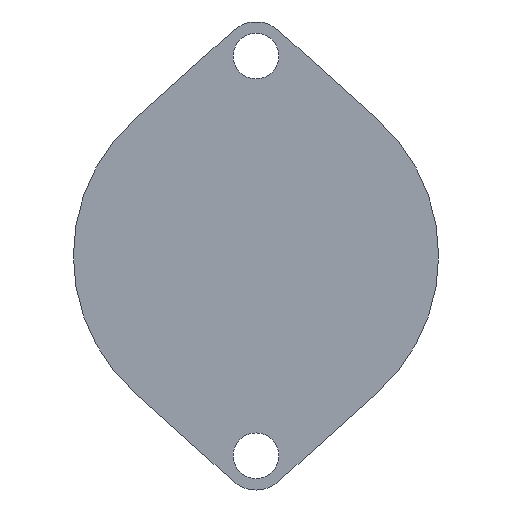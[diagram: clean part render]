
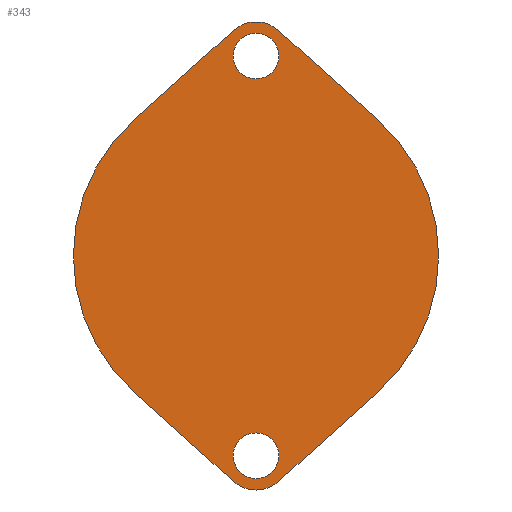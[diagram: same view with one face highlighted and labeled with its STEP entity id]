
A CAD part, front view. The second image highlights one B-rep face of the part: STEP entity #343.
In plain terms, the highlighted planar face has unit normal (0, -1, 0).
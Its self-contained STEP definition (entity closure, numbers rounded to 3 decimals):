
#8 = DIRECTION ( 'NONE',  ( 0., -1., 0. ) ) ;
#9 = CARTESIAN_POINT ( 'NONE',  ( -10.711, 0., 11.886 ) ) ;
#12 = DIRECTION ( 'NONE',  ( 0., 0., 1. ) ) ;
#16 = CARTESIAN_POINT ( 'NONE',  ( 2.008, 0., 19.729 ) ) ;
#17 = EDGE_CURVE ( 'NONE', #194, #79, #430, .T. ) ;
#20 = EDGE_CURVE ( 'NONE', #512, #381, #342, .T. ) ;
#24 = EDGE_LOOP ( 'NONE', ( #521, #235, #154, #34, #271, #181, #186, #336, #376 ) ) ;
#33 = CARTESIAN_POINT ( 'NONE',  ( 0., 0., 17.5 ) ) ;
#34 = ORIENTED_EDGE ( 'NONE', *, *, #214, .F. ) ;
#37 = DIRECTION ( 'NONE',  ( -0.743, 0., 0.669 ) ) ;
#43 = DIRECTION ( 'NONE',  ( 0., 0., 1. ) ) ;
#50 = FACE_OUTER_BOUND ( 'NONE', #24, .T. ) ;
#53 = CARTESIAN_POINT ( 'NONE',  ( 10.711, 0., 11.886 ) ) ;
#54 = DIRECTION ( 'NONE',  ( 0., 1., 0. ) ) ;
#55 = CARTESIAN_POINT ( 'NONE',  ( 0., 0., -17.5 ) ) ;
#60 = DIRECTION ( 'NONE',  ( 0., -1., 0. ) ) ;
#76 = DIRECTION ( 'NONE',  ( 0., 1., 0. ) ) ;
#79 = VERTEX_POINT ( 'NONE', #53 ) ;
#84 = DIRECTION ( 'NONE',  ( 0., 0., 1. ) ) ;
#87 = AXIS2_PLACEMENT_3D ( 'NONE', #453, #212, #305 ) ;
#89 = CARTESIAN_POINT ( 'NONE',  ( 0., 0., -15.5 ) ) ;
#108 = ORIENTED_EDGE ( 'NONE', *, *, #258, .T. ) ;
#111 = VECTOR ( 'NONE', #127, 1000. ) ;
#112 = LINE ( 'NONE', #193, #209 ) ;
#113 = ORIENTED_EDGE ( 'NONE', *, *, #419, .T. ) ;
#115 = CARTESIAN_POINT ( 'NONE',  ( -10.711, 0., -11.886 ) ) ;
#117 = VERTEX_POINT ( 'NONE', #363 ) ;
#123 = EDGE_CURVE ( 'NONE', #472, #345, #166, .T. ) ;
#125 = EDGE_CURVE ( 'NONE', #265, #329, #410, .T. ) ;
#127 = DIRECTION ( 'NONE',  ( -0.743, 0., -0.669 ) ) ;
#129 = CIRCLE ( 'NONE', #332, 2. ) ;
#135 = CARTESIAN_POINT ( 'NONE',  ( -10.711, 0., -11.886 ) ) ;
#143 = EDGE_LOOP ( 'NONE', ( #108, #113 ) ) ;
#144 = CIRCLE ( 'NONE', #438, 3. ) ;
#149 = EDGE_CURVE ( 'NONE', #117, #512, #354, .T. ) ;
#154 = ORIENTED_EDGE ( 'NONE', *, *, #204, .F. ) ;
#162 = FACE_BOUND ( 'NONE', #340, .T. ) ;
#165 = DIRECTION ( 'NONE',  ( 0., 0., 1. ) ) ;
#166 = CIRCLE ( 'NONE', #405, 2. ) ;
#168 = CARTESIAN_POINT ( 'NONE',  ( 10.711, 0., -11.886 ) ) ;
#170 = CARTESIAN_POINT ( 'NONE',  ( 0., 0., -17.5 ) ) ;
#173 = AXIS2_PLACEMENT_3D ( 'NONE', #239, #446, #43 ) ;
#177 = CARTESIAN_POINT ( 'NONE',  ( 0., 0., 15.5 ) ) ;
#181 = ORIENTED_EDGE ( 'NONE', *, *, #149, .F. ) ;
#186 = ORIENTED_EDGE ( 'NONE', *, *, #347, .T. ) ;
#188 = CARTESIAN_POINT ( 'NONE',  ( 0., 0., -17.5 ) ) ;
#193 = CARTESIAN_POINT ( 'NONE',  ( 10.711, 0., 11.886 ) ) ;
#194 = VERTEX_POINT ( 'NONE', #256 ) ;
#195 = CARTESIAN_POINT ( 'NONE',  ( 0., 0., 0. ) ) ;
#200 = DIRECTION ( 'NONE',  ( 0., 0., 1. ) ) ;
#204 = EDGE_CURVE ( 'NONE', #296, #329, #519, .T. ) ;
#205 = DIRECTION ( 'NONE',  ( 0.743, 0., 0.669 ) ) ;
#206 = DIRECTION ( 'NONE',  ( 0., 0., 1. ) ) ;
#207 = CARTESIAN_POINT ( 'NONE',  ( 0., 0., 17.5 ) ) ;
#209 = VECTOR ( 'NONE', #233, 1000. ) ;
#212 = DIRECTION ( 'NONE',  ( 0., 1., 0. ) ) ;
#213 = DIRECTION ( 'NONE',  ( 0., 1., 0. ) ) ;
#214 = EDGE_CURVE ( 'NONE', #381, #296, #269, .T. ) ;
#218 = VECTOR ( 'NONE', #37, 1000. ) ;
#224 = VERTEX_POINT ( 'NONE', #517 ) ;
#225 = AXIS2_PLACEMENT_3D ( 'NONE', #170, #213, #369 ) ;
#233 = DIRECTION ( 'NONE',  ( 0.743, 0., -0.669 ) ) ;
#235 = ORIENTED_EDGE ( 'NONE', *, *, #125, .T. ) ;
#238 = EDGE_CURVE ( 'NONE', #429, #79, #112, .T. ) ;
#239 = CARTESIAN_POINT ( 'NONE',  ( 0., 0., -17.5 ) ) ;
#246 = PLANE ( 'NONE',  #366 ) ;
#251 = FACE_BOUND ( 'NONE', #143, .T. ) ;
#256 = CARTESIAN_POINT ( 'NONE',  ( 10.711, 0., -11.886 ) ) ;
#257 = CARTESIAN_POINT ( 'NONE',  ( 0., 0., -20.5 ) ) ;
#258 = EDGE_CURVE ( 'NONE', #224, #303, #509, .T. ) ;
#265 = VERTEX_POINT ( 'NONE', #522 ) ;
#267 = ORIENTED_EDGE ( 'NONE', *, *, #290, .F. ) ;
#269 = LINE ( 'NONE', #115, #218 ) ;
#271 = ORIENTED_EDGE ( 'NONE', *, *, #20, .F. ) ;
#279 = LINE ( 'NONE', #168, #416 ) ;
#286 = AXIS2_PLACEMENT_3D ( 'NONE', #188, #76, #432 ) ;
#290 = EDGE_CURVE ( 'NONE', #345, #472, #129, .T. ) ;
#296 = VERTEX_POINT ( 'NONE', #135 ) ;
#303 = VERTEX_POINT ( 'NONE', #89 ) ;
#305 = DIRECTION ( 'NONE',  ( 0., 0., 1. ) ) ;
#314 = CARTESIAN_POINT ( 'NONE',  ( 0., 0., 19.5 ) ) ;
#329 = VERTEX_POINT ( 'NONE', #9 ) ;
#332 = AXIS2_PLACEMENT_3D ( 'NONE', #33, #396, #200 ) ;
#336 = ORIENTED_EDGE ( 'NONE', *, *, #17, .T. ) ;
#340 = EDGE_LOOP ( 'NONE', ( #390, #267 ) ) ;
#342 = CIRCLE ( 'NONE', #173, 3. ) ;
#343 = ADVANCED_FACE ( 'NONE', ( #251, #50, #162 ), #246, .F. ) ;
#345 = VERTEX_POINT ( 'NONE', #314 ) ;
#347 = EDGE_CURVE ( 'NONE', #117, #194, #279, .T. ) ;
#349 = DIRECTION ( 'NONE',  ( 0., 0., 1. ) ) ;
#354 = CIRCLE ( 'NONE', #501, 3. ) ;
#358 = CARTESIAN_POINT ( 'NONE',  ( 0., 0., 0. ) ) ;
#362 = CARTESIAN_POINT ( 'NONE',  ( -2.008, 0., -19.729 ) ) ;
#363 = CARTESIAN_POINT ( 'NONE',  ( 2.008, 0., -19.729 ) ) ;
#366 = AXIS2_PLACEMENT_3D ( 'NONE', #358, #54, #165 ) ;
#369 = DIRECTION ( 'NONE',  ( 0., 0., 1. ) ) ;
#376 = ORIENTED_EDGE ( 'NONE', *, *, #238, .F. ) ;
#381 = VERTEX_POINT ( 'NONE', #362 ) ;
#390 = ORIENTED_EDGE ( 'NONE', *, *, #123, .F. ) ;
#396 = DIRECTION ( 'NONE',  ( 0., -1., 0. ) ) ;
#400 = DIRECTION ( 'NONE',  ( 0., -1., 0. ) ) ;
#405 = AXIS2_PLACEMENT_3D ( 'NONE', #444, #8, #84 ) ;
#410 = LINE ( 'NONE', #486, #111 ) ;
#411 = EDGE_CURVE ( 'NONE', #429, #265, #144, .T. ) ;
#416 = VECTOR ( 'NONE', #205, 1000. ) ;
#419 = EDGE_CURVE ( 'NONE', #303, #224, #456, .T. ) ;
#429 = VERTEX_POINT ( 'NONE', #16 ) ;
#430 = CIRCLE ( 'NONE', #508, 16. ) ;
#432 = DIRECTION ( 'NONE',  ( 0., 0., 1. ) ) ;
#438 = AXIS2_PLACEMENT_3D ( 'NONE', #207, #60, #12 ) ;
#444 = CARTESIAN_POINT ( 'NONE',  ( 0., 0., 17.5 ) ) ;
#446 = DIRECTION ( 'NONE',  ( 0., 1., 0. ) ) ;
#453 = CARTESIAN_POINT ( 'NONE',  ( 0., 0., 0. ) ) ;
#456 = CIRCLE ( 'NONE', #225, 2. ) ;
#472 = VERTEX_POINT ( 'NONE', #177 ) ;
#486 = CARTESIAN_POINT ( 'NONE',  ( -10.711, 0., 11.886 ) ) ;
#496 = DIRECTION ( 'NONE',  ( 0., 1., 0. ) ) ;
#501 = AXIS2_PLACEMENT_3D ( 'NONE', #55, #496, #206 ) ;
#508 = AXIS2_PLACEMENT_3D ( 'NONE', #195, #400, #349 ) ;
#509 = CIRCLE ( 'NONE', #286, 2. ) ;
#512 = VERTEX_POINT ( 'NONE', #257 ) ;
#517 = CARTESIAN_POINT ( 'NONE',  ( 0., 0., -19.5 ) ) ;
#519 = CIRCLE ( 'NONE', #87, 16. ) ;
#521 = ORIENTED_EDGE ( 'NONE', *, *, #411, .T. ) ;
#522 = CARTESIAN_POINT ( 'NONE',  ( -2.008, 0., 19.729 ) ) ;
